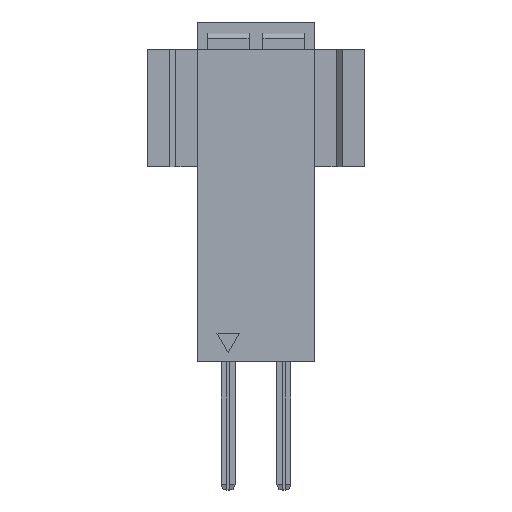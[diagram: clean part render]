
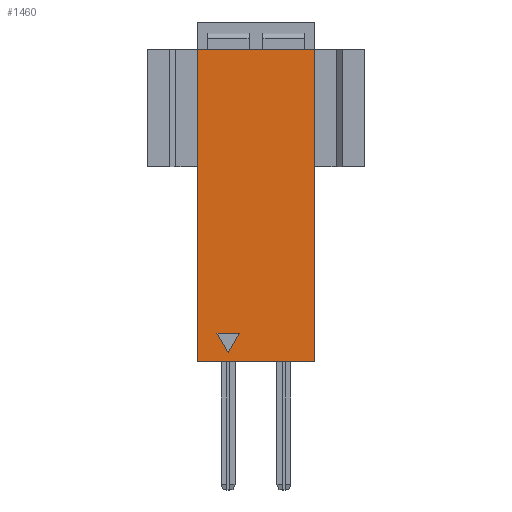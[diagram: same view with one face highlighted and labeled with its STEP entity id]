
A CAD part, top view. The second image highlights one B-rep face of the part: STEP entity #1460.
In plain terms, the highlighted planar face has unit normal (0, 0, 1).
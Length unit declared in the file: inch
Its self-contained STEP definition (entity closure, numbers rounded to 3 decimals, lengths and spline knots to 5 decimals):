
#21 = ORIENTED_EDGE ( 'NONE', *, *, #2213, .F. ) ;
#56 = DIRECTION ( 'NONE',  ( 0., 1., 0. ) ) ;
#85 = EDGE_LOOP ( 'NONE', ( #21, #3236, #2081, #988 ) ) ;
#89 = CARTESIAN_POINT ( 'NONE',  ( -0.05, 0.01691, 0.05 ) ) ;
#122 = VERTEX_POINT ( 'NONE', #1921 ) ;
#227 = LINE ( 'NONE', #1466, #1759 ) ;
#230 = PLANE ( 'NONE',  #3277 ) ;
#290 = EDGE_CURVE ( 'NONE', #2328, #2685, #2739, .T. ) ;
#436 = EDGE_CURVE ( 'NONE', #713, #122, #2300, .T. ) ;
#445 = DIRECTION ( 'NONE',  ( 0.5, -0.866, 0. ) ) ;
#481 = DIRECTION ( 'NONE',  ( -1., 0., 0. ) ) ;
#504 = CARTESIAN_POINT ( 'NONE',  ( 0.105, -0.23259, 0.05 ) ) ;
#539 = CARTESIAN_POINT ( 'NONE',  ( 0.105, -0.23259, 0.05 ) ) ;
#580 = EDGE_CURVE ( 'NONE', #2132, #1807, #2952, .T. ) ;
#606 = CARTESIAN_POINT ( 'NONE',  ( -0.105, 0.56, 0.05 ) ) ;
#666 = CARTESIAN_POINT ( 'NONE',  ( 0.105, 0., 0.05 ) ) ;
#713 = VERTEX_POINT ( 'NONE', #666 ) ;
#753 = CARTESIAN_POINT ( 'NONE',  ( -0.105, 0., 0.05 ) ) ;
#787 = VERTEX_POINT ( 'NONE', #1736 ) ;
#865 = ORIENTED_EDGE ( 'NONE', *, *, #2427, .F. ) ;
#988 = ORIENTED_EDGE ( 'NONE', *, *, #436, .T. ) ;
#1075 = DIRECTION ( 'NONE',  ( 1., 0., 0. ) ) ;
#1127 = CARTESIAN_POINT ( 'NONE',  ( -0.07, 0.05155, 0.05 ) ) ;
#1188 = EDGE_CURVE ( 'NONE', #787, #2328, #1558, .T. ) ;
#1292 = DIRECTION ( 'NONE',  ( 0., 1., 0. ) ) ;
#1460 = ADVANCED_FACE ( 'NONE', ( #2870, #2279 ), #230, .T. ) ;
#1466 = CARTESIAN_POINT ( 'NONE',  ( -0.05, 0.01691, 0.05 ) ) ;
#1518 = VECTOR ( 'NONE', #481, 39.37008 ) ;
#1558 = LINE ( 'NONE', #1600, #3338 ) ;
#1593 = LINE ( 'NONE', #2088, #2192 ) ;
#1600 = CARTESIAN_POINT ( 'NONE',  ( -0.03, 0.05155, 0.05 ) ) ;
#1620 = VECTOR ( 'NONE', #1292, 39.37008 ) ;
#1736 = CARTESIAN_POINT ( 'NONE',  ( -0.03, 0.05155, 0.05 ) ) ;
#1759 = VECTOR ( 'NONE', #2433, 39.37008 ) ;
#1807 = VERTEX_POINT ( 'NONE', #606 ) ;
#1828 = CARTESIAN_POINT ( 'NONE',  ( -0.105, -0.23259, 0.05 ) ) ;
#1878 = VECTOR ( 'NONE', #56, 39.37008 ) ;
#1921 = CARTESIAN_POINT ( 'NONE',  ( 0.105, 0.56, 0.05 ) ) ;
#1990 = CARTESIAN_POINT ( 'NONE',  ( 0.105, 0., 0.05 ) ) ;
#2024 = DIRECTION ( 'NONE',  ( 0., 0., 1. ) ) ;
#2051 = VECTOR ( 'NONE', #445, 39.37008 ) ;
#2081 = ORIENTED_EDGE ( 'NONE', *, *, #3143, .F. ) ;
#2088 = CARTESIAN_POINT ( 'NONE',  ( -0.105, 0.56, 0.05 ) ) ;
#2132 = VERTEX_POINT ( 'NONE', #753 ) ;
#2192 = VECTOR ( 'NONE', #1075, 39.37008 ) ;
#2213 = EDGE_CURVE ( 'NONE', #1807, #122, #1593, .T. ) ;
#2279 = FACE_OUTER_BOUND ( 'NONE', #85, .T. ) ;
#2293 = DIRECTION ( 'NONE',  ( 1., 0., 0. ) ) ;
#2300 = LINE ( 'NONE', #539, #1620 ) ;
#2328 = VERTEX_POINT ( 'NONE', #1127 ) ;
#2427 = EDGE_CURVE ( 'NONE', #2685, #787, #227, .T. ) ;
#2433 = DIRECTION ( 'NONE',  ( 0.5, 0.866, 0. ) ) ;
#2440 = DIRECTION ( 'NONE',  ( -1., 0., 0. ) ) ;
#2685 = VERTEX_POINT ( 'NONE', #89 ) ;
#2739 = LINE ( 'NONE', #3013, #2051 ) ;
#2759 = LINE ( 'NONE', #1990, #1518 ) ;
#2870 = FACE_BOUND ( 'NONE', #3275, .T. ) ;
#2872 = ORIENTED_EDGE ( 'NONE', *, *, #1188, .F. ) ;
#2904 = ORIENTED_EDGE ( 'NONE', *, *, #290, .F. ) ;
#2952 = LINE ( 'NONE', #1828, #1878 ) ;
#3013 = CARTESIAN_POINT ( 'NONE',  ( -0.07, 0.05155, 0.05 ) ) ;
#3143 = EDGE_CURVE ( 'NONE', #713, #2132, #2759, .T. ) ;
#3236 = ORIENTED_EDGE ( 'NONE', *, *, #580, .F. ) ;
#3275 = EDGE_LOOP ( 'NONE', ( #865, #2904, #2872 ) ) ;
#3277 = AXIS2_PLACEMENT_3D ( 'NONE', #504, #2024, #2293 ) ;
#3338 = VECTOR ( 'NONE', #2440, 39.37008 ) ;
